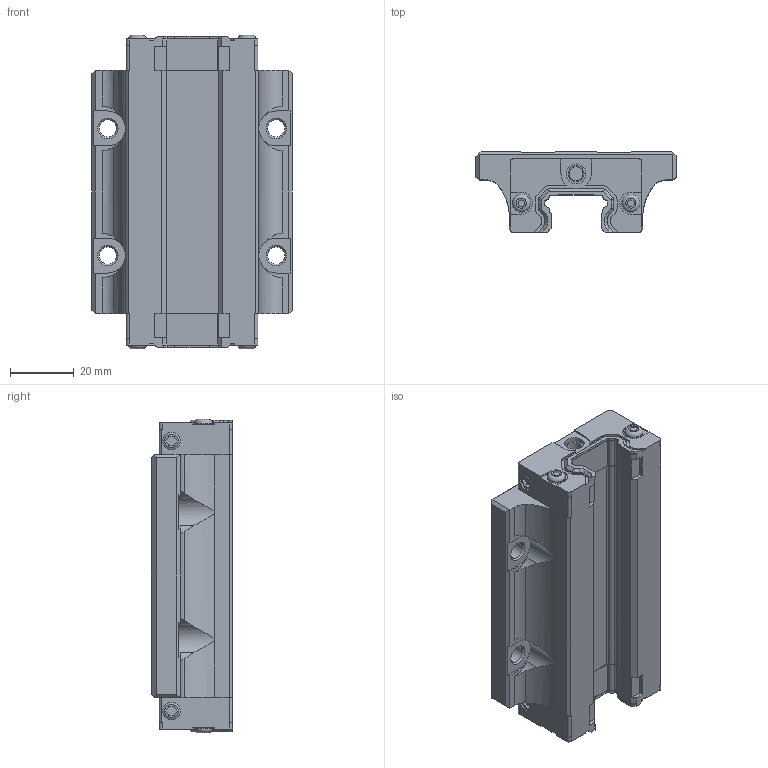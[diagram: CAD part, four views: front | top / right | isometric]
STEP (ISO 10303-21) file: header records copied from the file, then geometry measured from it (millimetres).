
FILE_DESCRIPTION(/* description */ ('Vozík'),/* implementation_level */ '2;1');
FILE_NAME(/* name */ 'LGBCH 20 FE SS N Z1-N.stp',/* time_stamp */ '2022-08-15T11:35:58+02:00',/* author */ ('konstrukce'),/* organization */ ('NTNAUTOMATION'),/* preprocessor_version */ 'ST-DEVELOPER v18.1',/* originating_system */ 'Autodesk Inventor 2022',/* authorisation */ '');
FILE_SCHEMA (('AUTOMOTIVE_DESIGN { 1 0 10303 214 3 1 1 }'));
Length unit declared in the file: millimetre
Products named in the file (1): LGBCH 20 FE SS N Z1-N
Bounding box: 62.95 x 25.5 x 98.6 mm (x, y, z)
Volume: 94756.6 mm3; surface area: 21242.7 mm2
Topology: 1 solids, 1 shells, 544 faces, 1466 edges, 954 vertices
Faces by surface type: plane 340, cylinder 168, cone 32, torus 4
Full cylindrical faces by diameter (mm): 2 x2, 4.4 x2, 5 x2, 5.4 x4, 5.5 x4, 5.7 x4, 6 x2, 6.2 x2
Entity records: 17359 total; most frequent: CARTESIAN_POINT 3165, ORIENTED_EDGE 2932, DIRECTION 2900, EDGE_CURVE 1466, LINE 1074, VECTOR 1074, VERTEX_POINT 954, AXIS2_PLACEMENT_3D 913
